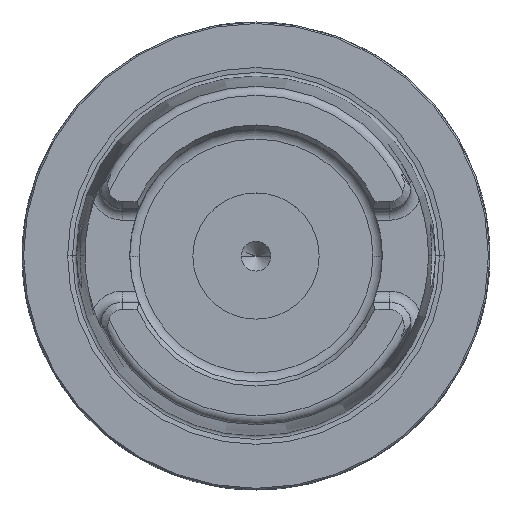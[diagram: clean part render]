
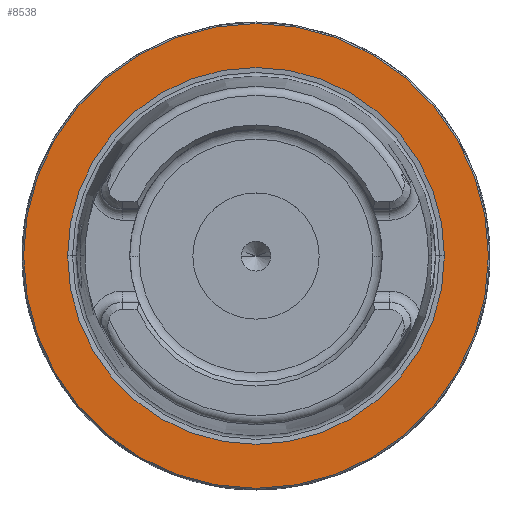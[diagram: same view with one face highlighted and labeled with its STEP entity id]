
A CAD part, top view. The second image highlights one B-rep face of the part: STEP entity #8538.
In plain terms, the highlighted planar face has unit normal (0, 0, 1).
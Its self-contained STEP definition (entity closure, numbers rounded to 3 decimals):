
#3309=CARTESIAN_POINT('',(0.,0.,0.));
#3310=DIRECTION('',(0.,0.,1.));
#3311=DIRECTION('',(1.,0.,0.));
#3312=AXIS2_PLACEMENT_3D('',#3309,#3310,#3311);
#3325=CARTESIAN_POINT('',(0.,0.,0.));
#3326=DIRECTION('',(0.,0.,-1.));
#3327=DIRECTION('',(1.,0.,0.));
#3328=AXIS2_PLACEMENT_3D('',#3325,#3326,#3327);
#3347=CARTESIAN_POINT('',(0.,0.,0.));
#3348=DIRECTION('',(0.,0.,1.));
#3349=DIRECTION('',(1.,0.,0.));
#3350=AXIS2_PLACEMENT_3D('',#3347,#3348,#3349);
#5941=CARTESIAN_POINT('',(0.,0.,0.));
#5942=DIRECTION('',(0.,0.,-1.));
#5943=DIRECTION('',(1.,0.,0.));
#5944=AXIS2_PLACEMENT_3D('',#5941,#5942,#5943);
#5999=CARTESIAN_POINT('',(25.374,0.,0.));
#6001=VERTEX_POINT('',#5999);
#6011=CARTESIAN_POINT('',(-25.374,0.,0.));
#6013=VERTEX_POINT('',#6011);
#6279=CARTESIAN_POINT('',(31.3,0.,0.));
#6280=CARTESIAN_POINT('',(-31.3,0.,0.));
#6281=VERTEX_POINT('',#6279);
#6282=VERTEX_POINT('',#6280);
#8522=CARTESIAN_POINT('',(0.,0.,0.));
#8523=DIRECTION('',(0.,0.,-1.));
#8524=DIRECTION('',(-1.,0.,0.));
#8525=AXIS2_PLACEMENT_3D('',#8522,#8523,#8524);
#8526=PLANE('',#8525);
#8527=ORIENTED_EDGE('',*,*,#8512,.F.);
#8529=ORIENTED_EDGE('',*,*,#8528,.T.);
#8530=EDGE_LOOP('',(#8527,#8529));
#8531=FACE_OUTER_BOUND('',#8530,.F.);
#8533=ORIENTED_EDGE('',*,*,#8532,.F.);
#8535=ORIENTED_EDGE('',*,*,#8534,.T.);
#8536=EDGE_LOOP('',(#8533,#8535));
#8537=FACE_BOUND('',#8536,.F.);
#3313=CIRCLE('',#3312,31.3);
#3329=CIRCLE('',#3328,25.374);
#3351=CIRCLE('',#3350,25.374);
#5945=CIRCLE('',#5944,31.3);
#8512=EDGE_CURVE('',#6281,#6282,#3313,.T.);
#8528=EDGE_CURVE('',#6281,#6282,#5945,.T.);
#8532=EDGE_CURVE('',#6001,#6013,#3329,.T.);
#8534=EDGE_CURVE('',#6001,#6013,#3351,.T.);
#8538=ADVANCED_FACE('',(#8531,#8537),#8526,.F.);
